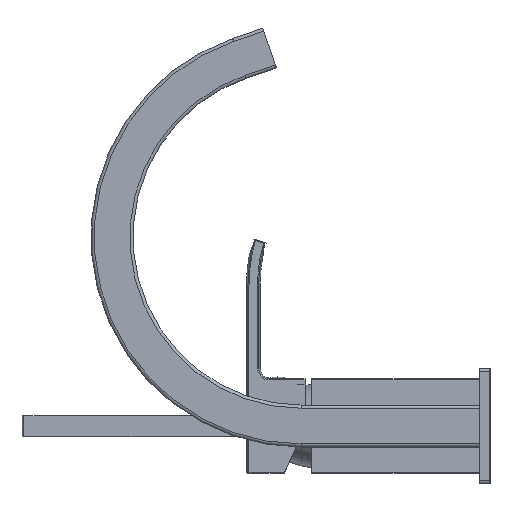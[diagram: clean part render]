
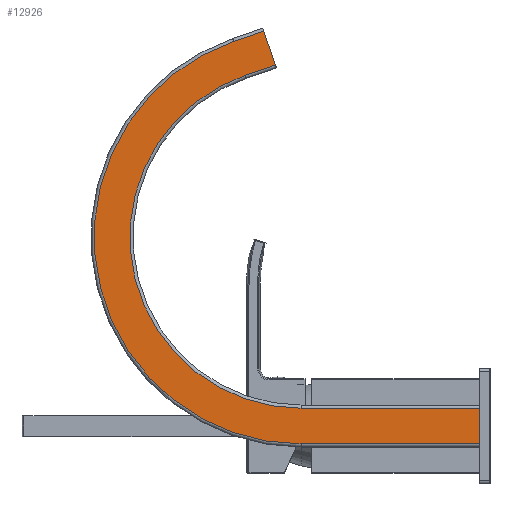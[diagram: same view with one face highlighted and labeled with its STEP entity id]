
A CAD part, left-side view. The second image highlights one B-rep face of the part: STEP entity #12926.
In plain terms, the highlighted planar face has unit normal (-1, 0, 0).
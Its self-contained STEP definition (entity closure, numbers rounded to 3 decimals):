
#11471=DIRECTION('',(0.,0.,-1.));
#11472=VECTOR('',#11471,17.);
#11473=CARTESIAN_POINT('',(-175.5,5.,8.5));
#11474=LINE('',#11473,#11472);
#11807=DIRECTION('',(0.,-1.,0.));
#11808=VECTOR('',#11807,85.012);
#11809=CARTESIAN_POINT('',(-175.5,90.012,-8.5));
#11810=LINE('',#11809,#11808);
#11811=CARTESIAN_POINT('',(-175.5,90.012,89.988));
#11812=DIRECTION('',(-1.,0.,0.));
#11813=DIRECTION('',(0.,0.326,0.946));
#11814=AXIS2_PLACEMENT_3D('',#11811,#11812,#11813);
#11816=DIRECTION('',(0.,0.946,-0.326));
#11817=VECTOR('',#11816,15.134);
#11818=CARTESIAN_POINT('',(-175.5,107.767,188.037));
#11819=LINE('',#11818,#11817);
#11820=DIRECTION('',(0.,0.946,-0.326));
#11821=VECTOR('',#11820,15.134);
#11822=CARTESIAN_POINT('',(-175.5,102.233,171.963));
#11823=LINE('',#11822,#11821);
#11824=CARTESIAN_POINT('',(-175.5,90.012,89.988));
#11825=DIRECTION('',(-1.,0.,0.));
#11826=DIRECTION('',(0.,0.326,0.946));
#11827=AXIS2_PLACEMENT_3D('',#11824,#11825,#11826);
#11829=DIRECTION('',(0.,-1.,0.));
#11830=VECTOR('',#11829,85.012);
#11831=CARTESIAN_POINT('',(-175.5,90.012,8.5));
#11832=LINE('',#11831,#11830);
#11871=DIRECTION('',(0.,-0.326,-0.946));
#11872=VECTOR('',#11871,17.);
#11873=CARTESIAN_POINT('',(-175.5,107.767,188.037));
#11874=LINE('',#11873,#11872);
#12017=CARTESIAN_POINT('',(-175.5,116.542,167.036));
#12018=CARTESIAN_POINT('',(-175.5,90.012,8.5));
#12019=VERTEX_POINT('',#12017);
#12020=VERTEX_POINT('',#12018);
#12021=CARTESIAN_POINT('',(-175.5,102.233,171.963));
#12023=VERTEX_POINT('',#12021);
#12025=CARTESIAN_POINT('',(-175.5,122.077,183.11));
#12026=CARTESIAN_POINT('',(-175.5,90.012,-8.5));
#12027=VERTEX_POINT('',#12025);
#12028=VERTEX_POINT('',#12026);
#12034=CARTESIAN_POINT('',(-175.5,107.767,188.037));
#12036=VERTEX_POINT('',#12034);
#12067=CARTESIAN_POINT('',(-175.5,5.,8.5));
#12068=CARTESIAN_POINT('',(-175.5,5.,-8.5));
#12069=VERTEX_POINT('',#12067);
#12070=VERTEX_POINT('',#12068);
#12906=CARTESIAN_POINT('',(-175.5,5.,-10.));
#12907=DIRECTION('',(-1.,0.,0.));
#12908=DIRECTION('',(0.,0.,1.));
#12909=AXIS2_PLACEMENT_3D('',#12906,#12907,#12908);
#12910=PLANE('',#12909);
#12911=ORIENTED_EDGE('',*,*,#12136,.T.);
#12912=ORIENTED_EDGE('',*,*,#12098,.F.);
#12914=ORIENTED_EDGE('',*,*,#12913,.F.);
#12916=ORIENTED_EDGE('',*,*,#12915,.F.);
#12918=ORIENTED_EDGE('',*,*,#12917,.T.);
#12920=ORIENTED_EDGE('',*,*,#12919,.T.);
#12922=ORIENTED_EDGE('',*,*,#12921,.T.);
#12923=ORIENTED_EDGE('',*,*,#12891,.T.);
#12924=EDGE_LOOP('',(#12911,#12912,#12914,#12916,#12918,#12920,#12922,#12923));
#12925=FACE_OUTER_BOUND('',#12924,.F.);
#12926=ADVANCED_FACE('',(#12925),#12910,.T.);
#11815=CIRCLE('',#11814,98.488);
#11828=CIRCLE('',#11827,81.488);
#12098=EDGE_CURVE('',#12028,#12070,#11810,.T.);
#12136=EDGE_CURVE('',#12069,#12070,#11474,.T.);
#12891=EDGE_CURVE('',#12020,#12069,#11832,.T.);
#12913=EDGE_CURVE('',#12027,#12028,#11815,.T.);
#12915=EDGE_CURVE('',#12036,#12027,#11819,.T.);
#12917=EDGE_CURVE('',#12036,#12023,#11874,.T.);
#12919=EDGE_CURVE('',#12023,#12019,#11823,.T.);
#12921=EDGE_CURVE('',#12019,#12020,#11828,.T.);
